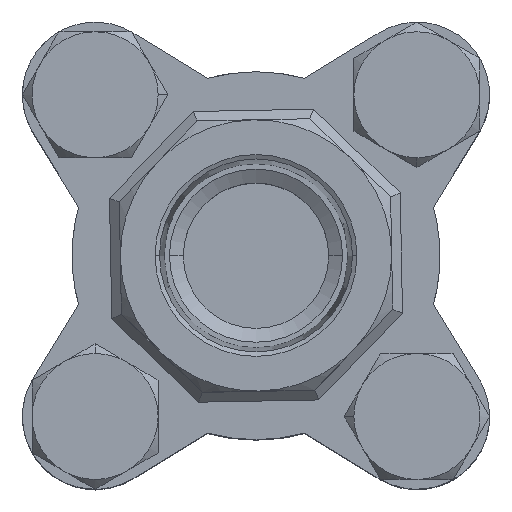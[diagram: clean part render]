
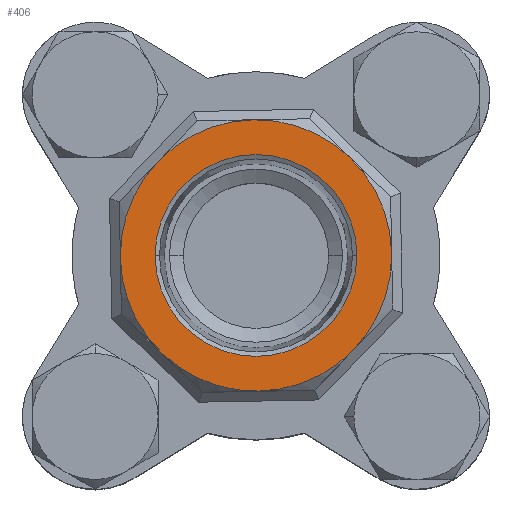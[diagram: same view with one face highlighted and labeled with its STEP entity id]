
A CAD part, top view. The second image highlights one B-rep face of the part: STEP entity #406.
In plain terms, the highlighted face is planar.
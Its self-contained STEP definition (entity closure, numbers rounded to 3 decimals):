
#91 = DIRECTION ( 'NONE',  ( 0., 0., 1. ) ) ;
#100 = DIRECTION ( 'NONE',  ( -1., 0., 0. ) ) ;
#102 = CARTESIAN_POINT ( 'NONE',  ( 0., 0., -22.506 ) ) ;
#104 = CARTESIAN_POINT ( 'NONE',  ( 0., 0., -22.506 ) ) ;
#107 = DIRECTION ( 'NONE',  ( 0., 0., 1. ) ) ;
#108 = DIRECTION ( 'NONE',  ( 0., 0., 1. ) ) ;
#111 = DIRECTION ( 'NONE',  ( 1., 0., 0. ) ) ;
#112 = CARTESIAN_POINT ( 'NONE',  ( 0., 0., -22.506 ) ) ;
#117 = DIRECTION ( 'NONE',  ( 0., 0., 1. ) ) ;
#121 = CARTESIAN_POINT ( 'NONE',  ( 0., 0., -22.506 ) ) ;
#123 = DIRECTION ( 'NONE',  ( 1., 0., 0. ) ) ;
#125 = DIRECTION ( 'NONE',  ( 0., 0., 1. ) ) ;
#128 = DIRECTION ( 'NONE',  ( 0., 0., -1. ) ) ;
#135 = DIRECTION ( 'NONE',  ( 1., 0., 0. ) ) ;
#136 = CARTESIAN_POINT ( 'NONE',  ( 0., 0., -22.506 ) ) ;
#138 = CARTESIAN_POINT ( 'NONE',  ( 0., 0., -22.506 ) ) ;
#139 = DIRECTION ( 'NONE',  ( 1., 0., 0. ) ) ;
#142 = DIRECTION ( 'NONE',  ( 1., 0., 0. ) ) ;
#161 = EDGE_CURVE ( 'NONE', #1621, #1624, #2161, .T. ) ;
#162 = EDGE_CURVE ( 'NONE', #1618, #1621, #2162, .T. ) ;
#163 = EDGE_CURVE ( 'NONE', #1613, #1618, #2164, .T. ) ;
#164 = EDGE_CURVE ( 'NONE', #1603, #1613, #2165, .T. ) ;
#165 = EDGE_CURVE ( 'NONE', #1592, #1603, #2166, .T. ) ;
#166 = EDGE_CURVE ( 'NONE', #1587, #1633, #2167, .T. ) ;
#167 = EDGE_CURVE ( 'NONE', #1627, #1633, #2168, .T. ) ;
#168 = EDGE_CURVE ( 'NONE', #1624, #1627, #2169, .T. ) ;
#169 = EDGE_CURVE ( 'NONE', #1067, #1064, #2170, .T. ) ;
#406 = ADVANCED_FACE ( 'NONE', ( #2502, #2505 ), #3482, .F. ) ;
#702 = ORIENTED_EDGE ( 'NONE', *, *, #169, .F. ) ;
#703 = ORIENTED_EDGE ( 'NONE', *, *, #1330, .F. ) ;
#704 = ORIENTED_EDGE ( 'NONE', *, *, #168, .F. ) ;
#705 = ORIENTED_EDGE ( 'NONE', *, *, #161, .F. ) ;
#706 = ORIENTED_EDGE ( 'NONE', *, *, #162, .F. ) ;
#707 = ORIENTED_EDGE ( 'NONE', *, *, #163, .F. ) ;
#708 = ORIENTED_EDGE ( 'NONE', *, *, #164, .F. ) ;
#709 = ORIENTED_EDGE ( 'NONE', *, *, #165, .F. ) ;
#710 = ORIENTED_EDGE ( 'NONE', *, *, #1268, .F. ) ;
#711 = ORIENTED_EDGE ( 'NONE', *, *, #166, .T. ) ;
#712 = ORIENTED_EDGE ( 'NONE', *, *, #167, .F. ) ;
#818 = EDGE_LOOP ( 'NONE', ( #702, #703 ) ) ;
#869 = EDGE_LOOP ( 'NONE', ( #704, #705, #706, #707, #708, #709, #710, #711, #712 ) ) ;
#1064 = VERTEX_POINT ( 'NONE', #3771 ) ;
#1067 = VERTEX_POINT ( 'NONE', #3774 ) ;
#1268 = EDGE_CURVE ( 'NONE', #1587, #1592, #4829, .T. ) ;
#1330 = EDGE_CURVE ( 'NONE', #1064, #1067, #4904, .T. ) ;
#1587 = VERTEX_POINT ( 'NONE', #5445 ) ;
#1592 = VERTEX_POINT ( 'NONE', #5450 ) ;
#1603 = VERTEX_POINT ( 'NONE', #5461 ) ;
#1613 = VERTEX_POINT ( 'NONE', #5471 ) ;
#1618 = VERTEX_POINT ( 'NONE', #5476 ) ;
#1621 = VERTEX_POINT ( 'NONE', #5479 ) ;
#1624 = VERTEX_POINT ( 'NONE', #5482 ) ;
#1627 = VERTEX_POINT ( 'NONE', #5485 ) ;
#1633 = VERTEX_POINT ( 'NONE', #5491 ) ;
#1960 = AXIS2_PLACEMENT_3D ( 'NONE', #102, #91, #142 ) ;
#1961 = AXIS2_PLACEMENT_3D ( 'NONE', #121, #125, #135 ) ;
#1962 = AXIS2_PLACEMENT_3D ( 'NONE', #136, #107, #123 ) ;
#1963 = AXIS2_PLACEMENT_3D ( 'NONE', #104, #108, #111 ) ;
#1964 = AXIS2_PLACEMENT_3D ( 'NONE', #112, #117, #139 ) ;
#1965 = AXIS2_PLACEMENT_3D ( 'NONE', #138, #128, #100 ) ;
#1966 = AXIS2_PLACEMENT_3D ( 'NONE', #6466, #6451, #6454 ) ;
#1967 = AXIS2_PLACEMENT_3D ( 'NONE', #6456, #6444, #6453 ) ;
#1968 = AXIS2_PLACEMENT_3D ( 'NONE', #6460, #6443, #6461 ) ;
#2161 = CIRCLE ( 'NONE', #1960, 14. ) ;
#2162 = CIRCLE ( 'NONE', #1961, 14. ) ;
#2164 = CIRCLE ( 'NONE', #1962, 14. ) ;
#2165 = CIRCLE ( 'NONE', #1963, 14. ) ;
#2166 = CIRCLE ( 'NONE', #1964, 14. ) ;
#2167 = CIRCLE ( 'NONE', #1965, 14. ) ;
#2168 = CIRCLE ( 'NONE', #1966, 14. ) ;
#2169 = CIRCLE ( 'NONE', #1967, 14. ) ;
#2170 = CIRCLE ( 'NONE', #1968, 10.414 ) ;
#2502 = FACE_BOUND ( 'NONE', #818, .T. ) ;
#2505 = FACE_OUTER_BOUND ( 'NONE', #869, .T. ) ;
#3482 = PLANE ( 'NONE',  #3783 ) ;
#3483 = CARTESIAN_POINT ( 'NONE',  ( 0., 0., -22.506 ) ) ;
#3488 = DIRECTION ( 'NONE',  ( 0., 0., 1. ) ) ;
#3489 = DIRECTION ( 'NONE',  ( 1., 0., 0. ) ) ;
#3771 = CARTESIAN_POINT ( 'NONE',  ( 10.414, 0., -22.506 ) ) ;
#3774 = CARTESIAN_POINT ( 'NONE',  ( -10.414, 0., -22.506 ) ) ;
#3783 = AXIS2_PLACEMENT_3D ( 'NONE', #3483, #3488, #3489 ) ;
#3927 = AXIS2_PLACEMENT_3D ( 'NONE', #5196, #5197, #5198 ) ;
#3956 = AXIS2_PLACEMENT_3D ( 'NONE', #5395, #5396, #5397 ) ;
#4829 = CIRCLE ( 'NONE', #3927, 14. ) ;
#4904 = CIRCLE ( 'NONE', #3956, 10.414 ) ;
#5196 = CARTESIAN_POINT ( 'NONE',  ( 0., 0., -22.506 ) ) ;
#5197 = DIRECTION ( 'NONE',  ( 0., 0., 1. ) ) ;
#5198 = DIRECTION ( 'NONE',  ( 1., 0., 0. ) ) ;
#5395 = CARTESIAN_POINT ( 'NONE',  ( 0., 0., -22.506 ) ) ;
#5396 = DIRECTION ( 'NONE',  ( 0., 0., -1. ) ) ;
#5397 = DIRECTION ( 'NONE',  ( -1., 0., 0. ) ) ;
#5445 = CARTESIAN_POINT ( 'NONE',  ( -13.998, 0.26, -22.506 ) ) ;
#5450 = CARTESIAN_POINT ( 'NONE',  ( -14., 0., -22.506 ) ) ;
#5461 = CARTESIAN_POINT ( 'NONE',  ( -10.082, -9.714, -22.506 ) ) ;
#5471 = CARTESIAN_POINT ( 'NONE',  ( -0.26, -13.998, -22.506 ) ) ;
#5476 = CARTESIAN_POINT ( 'NONE',  ( 9.714, -10.082, -22.506 ) ) ;
#5479 = CARTESIAN_POINT ( 'NONE',  ( 13.998, -0.26, -22.506 ) ) ;
#5482 = CARTESIAN_POINT ( 'NONE',  ( 10.082, 9.714, -22.506 ) ) ;
#5485 = CARTESIAN_POINT ( 'NONE',  ( 0.26, 13.998, -22.506 ) ) ;
#5491 = CARTESIAN_POINT ( 'NONE',  ( -9.714, 10.082, -22.506 ) ) ;
#6443 = DIRECTION ( 'NONE',  ( 0., 0., -1. ) ) ;
#6444 = DIRECTION ( 'NONE',  ( 0., 0., 1. ) ) ;
#6451 = DIRECTION ( 'NONE',  ( 0., 0., 1. ) ) ;
#6453 = DIRECTION ( 'NONE',  ( 1., 0., 0. ) ) ;
#6454 = DIRECTION ( 'NONE',  ( 1., 0., 0. ) ) ;
#6456 = CARTESIAN_POINT ( 'NONE',  ( 0., 0., -22.506 ) ) ;
#6460 = CARTESIAN_POINT ( 'NONE',  ( 0., 0., -22.506 ) ) ;
#6461 = DIRECTION ( 'NONE',  ( -1., 0., 0. ) ) ;
#6466 = CARTESIAN_POINT ( 'NONE',  ( 0., 0., -22.506 ) ) ;
